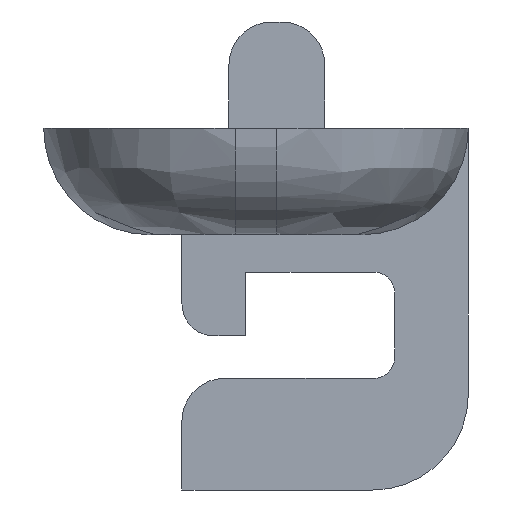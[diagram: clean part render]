
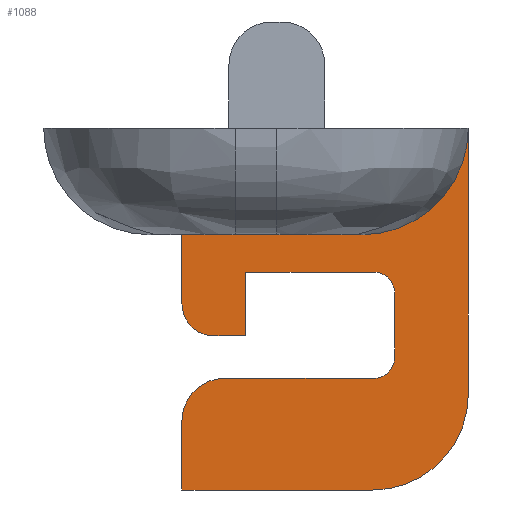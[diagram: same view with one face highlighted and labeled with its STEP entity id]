
A CAD part, left-side view. The second image highlights one B-rep face of the part: STEP entity #1088.
In plain terms, the highlighted planar face has unit normal (-1, 0, 0).
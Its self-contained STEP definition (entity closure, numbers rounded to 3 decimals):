
#52=CIRCLE('',#1145,5.);
#72=CIRCLE('',#1173,1.5);
#73=CIRCLE('',#1174,1.);
#74=CIRCLE('',#1175,1.);
#75=CIRCLE('',#1176,2.);
#76=CIRCLE('',#1177,4.5);
#111=FACE_OUTER_BOUND('',#172,.T.);
#172=EDGE_LOOP('',(#799,#800,#801,#802,#803,#804,#805,#806,#807,#808,#809,
#810,#811,#812,#813,#814));
#227=LINE('',#1587,#339);
#254=LINE('',#1722,#366);
#255=LINE('',#1725,#367);
#256=LINE('',#1729,#368);
#257=LINE('',#1731,#369);
#258=LINE('',#1733,#370);
#259=LINE('',#1737,#371);
#260=LINE('',#1741,#372);
#261=LINE('',#1745,#373);
#262=LINE('',#1747,#374);
#339=VECTOR('',#1253,10.);
#366=VECTOR('',#1350,10.);
#367=VECTOR('',#1353,10.);
#368=VECTOR('',#1356,10.);
#369=VECTOR('',#1357,10.);
#370=VECTOR('',#1358,10.);
#371=VECTOR('',#1361,10.);
#372=VECTOR('',#1364,10.);
#373=VECTOR('',#1367,10.);
#374=VECTOR('',#1368,10.);
#451=VERTEX_POINT('',#1584);
#452=VERTEX_POINT('',#1586);
#468=VERTEX_POINT('',#1621);
#489=VERTEX_POINT('',#1720);
#490=VERTEX_POINT('',#1724);
#491=VERTEX_POINT('',#1726);
#492=VERTEX_POINT('',#1728);
#493=VERTEX_POINT('',#1730);
#494=VERTEX_POINT('',#1732);
#495=VERTEX_POINT('',#1734);
#496=VERTEX_POINT('',#1736);
#497=VERTEX_POINT('',#1738);
#498=VERTEX_POINT('',#1740);
#499=VERTEX_POINT('',#1742);
#500=VERTEX_POINT('',#1744);
#501=VERTEX_POINT('',#1746);
#558=EDGE_CURVE('',#451,#452,#227,.T.);
#576=EDGE_CURVE('',#468,#451,#52,.F.);
#611=EDGE_CURVE('',#468,#489,#254,.T.);
#612=EDGE_CURVE('',#490,#489,#255,.T.);
#613=EDGE_CURVE('',#491,#490,#72,.T.);
#614=EDGE_CURVE('',#492,#491,#256,.T.);
#615=EDGE_CURVE('',#493,#492,#257,.T.);
#616=EDGE_CURVE('',#494,#493,#258,.T.);
#617=EDGE_CURVE('',#495,#494,#73,.T.);
#618=EDGE_CURVE('',#496,#495,#259,.T.);
#619=EDGE_CURVE('',#497,#496,#74,.T.);
#620=EDGE_CURVE('',#498,#497,#260,.T.);
#621=EDGE_CURVE('',#499,#498,#75,.T.);
#622=EDGE_CURVE('',#500,#499,#261,.T.);
#623=EDGE_CURVE('',#501,#500,#262,.T.);
#624=EDGE_CURVE('',#452,#501,#76,.T.);
#799=ORIENTED_EDGE('',*,*,#611,.T.);
#800=ORIENTED_EDGE('',*,*,#612,.F.);
#801=ORIENTED_EDGE('',*,*,#613,.F.);
#802=ORIENTED_EDGE('',*,*,#614,.F.);
#803=ORIENTED_EDGE('',*,*,#615,.F.);
#804=ORIENTED_EDGE('',*,*,#616,.F.);
#805=ORIENTED_EDGE('',*,*,#617,.F.);
#806=ORIENTED_EDGE('',*,*,#618,.F.);
#807=ORIENTED_EDGE('',*,*,#619,.F.);
#808=ORIENTED_EDGE('',*,*,#620,.F.);
#809=ORIENTED_EDGE('',*,*,#621,.F.);
#810=ORIENTED_EDGE('',*,*,#622,.F.);
#811=ORIENTED_EDGE('',*,*,#623,.F.);
#812=ORIENTED_EDGE('',*,*,#624,.F.);
#813=ORIENTED_EDGE('',*,*,#558,.F.);
#814=ORIENTED_EDGE('',*,*,#576,.F.);
#1044=PLANE('',#1172);
#1088=ADVANCED_FACE('',(#111),#1044,.T.);
#1145=AXIS2_PLACEMENT_3D('',#1623,#1281,#1282);
#1172=AXIS2_PLACEMENT_3D('',#1723,#1351,#1352);
#1173=AXIS2_PLACEMENT_3D('',#1727,#1354,#1355);
#1174=AXIS2_PLACEMENT_3D('',#1735,#1359,#1360);
#1175=AXIS2_PLACEMENT_3D('',#1739,#1362,#1363);
#1176=AXIS2_PLACEMENT_3D('',#1743,#1365,#1366);
#1177=AXIS2_PLACEMENT_3D('',#1748,#1369,#1370);
#1253=DIRECTION('',(0.,0.,-1.));
#1281=DIRECTION('center_axis',(1.,0.,0.));
#1282=DIRECTION('ref_axis',(0.,-0.707,-0.707));
#1350=DIRECTION('',(0.,1.,0.));
#1351=DIRECTION('center_axis',(-1.,0.,0.));
#1352=DIRECTION('ref_axis',(0.,1.,0.));
#1353=DIRECTION('',(0.,0.,1.));
#1354=DIRECTION('center_axis',(1.,0.,0.));
#1355=DIRECTION('ref_axis',(0.,0.707,-0.707));
#1356=DIRECTION('',(0.,1.,0.));
#1357=DIRECTION('',(0.,0.,-1.));
#1358=DIRECTION('',(0.,1.,0.));
#1359=DIRECTION('center_axis',(-1.,0.,0.));
#1360=DIRECTION('ref_axis',(0.,-0.707,0.707));
#1361=DIRECTION('',(0.,0.,1.));
#1362=DIRECTION('center_axis',(-1.,0.,0.));
#1363=DIRECTION('ref_axis',(0.,-0.707,-0.707));
#1364=DIRECTION('',(0.,-1.,0.));
#1365=DIRECTION('center_axis',(1.,0.,0.));
#1366=DIRECTION('ref_axis',(0.,0.707,0.707));
#1367=DIRECTION('',(0.,0.,1.));
#1368=DIRECTION('',(0.,1.,0.));
#1369=DIRECTION('center_axis',(1.,0.,0.));
#1370=DIRECTION('ref_axis',(0.,-0.707,-0.707));
#1584=CARTESIAN_POINT('',(342.,86.54,67.));
#1586=CARTESIAN_POINT('',(342.,86.54,54.5));
#1587=CARTESIAN_POINT('',(342.,86.54,67.5));
#1621=CARTESIAN_POINT('',(342.,91.54,62.));
#1623=CARTESIAN_POINT('Origin',(342.,91.54,67.));
#1720=CARTESIAN_POINT('',(342.,100.,62.));
#1722=CARTESIAN_POINT('',(342.,91.54,62.));
#1723=CARTESIAN_POINT('Origin',(342.,86.54,65.));
#1724=CARTESIAN_POINT('',(342.,100.,58.747));
#1725=CARTESIAN_POINT('',(342.,100.,65.));
#1726=CARTESIAN_POINT('',(342.,98.5,57.247));
#1727=CARTESIAN_POINT('Origin',(342.,98.5,58.747));
#1728=CARTESIAN_POINT('',(342.,97.,57.247));
#1729=CARTESIAN_POINT('',(342.,92.52,57.247));
#1730=CARTESIAN_POINT('',(342.,97.,60.247));
#1731=CARTESIAN_POINT('',(342.,97.,62.624));
#1732=CARTESIAN_POINT('',(342.,91.,60.247));
#1733=CARTESIAN_POINT('',(342.,93.27,60.247));
#1734=CARTESIAN_POINT('',(342.,90.,59.247));
#1735=CARTESIAN_POINT('Origin',(342.,91.,59.247));
#1736=CARTESIAN_POINT('',(342.,90.,56.247));
#1737=CARTESIAN_POINT('',(342.,90.,61.374));
#1738=CARTESIAN_POINT('',(342.,91.,55.247));
#1739=CARTESIAN_POINT('Origin',(342.,91.,56.247));
#1740=CARTESIAN_POINT('',(342.,98.,55.247));
#1741=CARTESIAN_POINT('',(342.,93.27,55.247));
#1742=CARTESIAN_POINT('',(342.,100.,53.247));
#1743=CARTESIAN_POINT('Origin',(342.,98.,53.247));
#1744=CARTESIAN_POINT('',(342.,100.,50.));
#1745=CARTESIAN_POINT('',(342.,100.,65.));
#1746=CARTESIAN_POINT('',(342.,91.04,50.));
#1747=CARTESIAN_POINT('',(342.,89.905,50.));
#1748=CARTESIAN_POINT('Origin',(342.,91.04,54.5));
